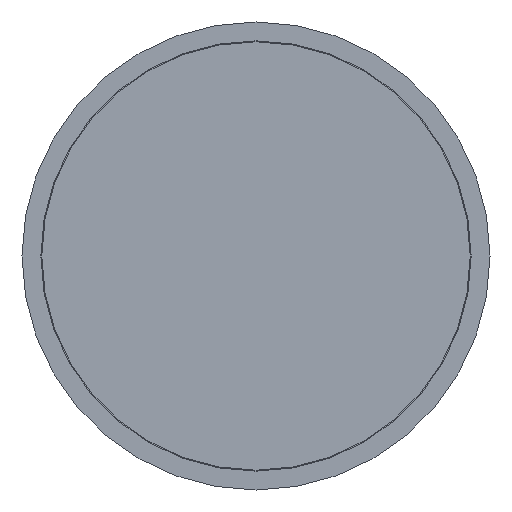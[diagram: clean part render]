
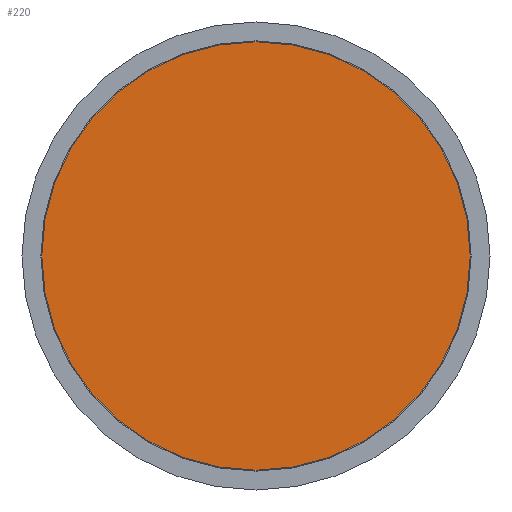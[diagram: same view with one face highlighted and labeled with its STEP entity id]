
A CAD part, front view. The second image highlights one B-rep face of the part: STEP entity #220.
In plain terms, the highlighted planar face has unit normal (0, -1, 0).
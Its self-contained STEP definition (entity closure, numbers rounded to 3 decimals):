
#34 = CARTESIAN_POINT ( 'NONE',  ( 0., 0., -56.75 ) ) ;
#145 = ORIENTED_EDGE ( 'NONE', *, *, #901, .T. ) ;
#220 = ADVANCED_FACE ( 'NONE', ( #473 ), #391, .F. ) ;
#226 = DIRECTION ( 'NONE',  ( 0., 0., -1. ) ) ;
#231 = DIRECTION ( 'NONE',  ( 0., -1., 0. ) ) ;
#383 = AXIS2_PLACEMENT_3D ( 'NONE', #703, #231, #226 ) ;
#391 = PLANE ( 'NONE',  #553 ) ;
#399 = EDGE_LOOP ( 'NONE', ( #145 ) ) ;
#473 = FACE_OUTER_BOUND ( 'NONE', #399, .T. ) ;
#553 = AXIS2_PLACEMENT_3D ( 'NONE', #690, #685, #993 ) ;
#685 = DIRECTION ( 'NONE',  ( 0., 1., 0. ) ) ;
#690 = CARTESIAN_POINT ( 'NONE',  ( -56.75, 0., 0. ) ) ;
#703 = CARTESIAN_POINT ( 'NONE',  ( 0., 0., 0. ) ) ;
#739 = VERTEX_POINT ( 'NONE', #34 ) ;
#901 = EDGE_CURVE ( 'NONE', #739, #739, #999, .T. ) ;
#993 = DIRECTION ( 'NONE',  ( 0., 0., 1. ) ) ;
#999 = CIRCLE ( 'NONE', #383, 56.75 ) ;
